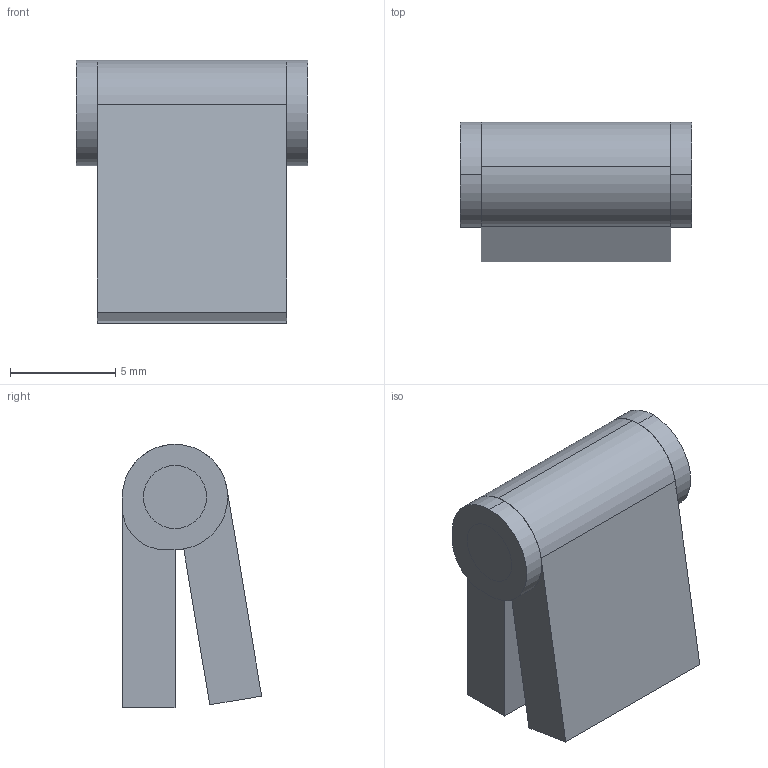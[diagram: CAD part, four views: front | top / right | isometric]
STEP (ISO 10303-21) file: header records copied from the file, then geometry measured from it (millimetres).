
FILE_DESCRIPTION (( 'STEP AP214' ), '1' );
FILE_NAME ('gripper_from_ground.STEP', '2021-02-28T11:11:16', ( '' ), ( '' ), 'SwSTEP 2.0', 'SolidWorks 2020', '' );
FILE_SCHEMA (( 'AUTOMOTIVE_DESIGN' ));
Length unit declared in the file: millimetre
Products named in the file (4): holding pin; gripper_from_ground; lower jaw; upper jaw
Assembly tree (3 placements, depth 2):
  gripper_from_ground
    holding pin
    lower jaw
    upper jaw
Bounding box: 11 x 6.61 x 12.5 mm (x, y, z)
Volume: 578.6 mm3; surface area: 910.5 mm2
Topology: 3 solids, 3 shells, 35 faces, 79 edges, 50 vertices
Faces by surface type: plane 18, cylinder 17
Entity records: 1479 total; most frequent: DIRECTION 195, CARTESIAN_POINT 170, ORIENTED_EDGE 158, EDGE_CURVE 79, AXIS2_PLACEMENT_3D 75, VERTEX_POINT 50, VECTOR 45, LINE 45
